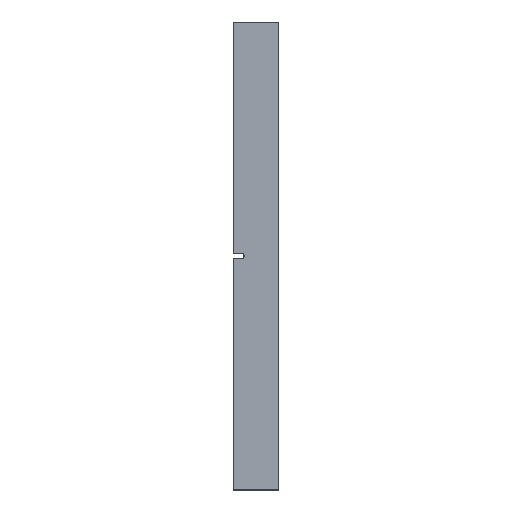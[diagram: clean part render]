
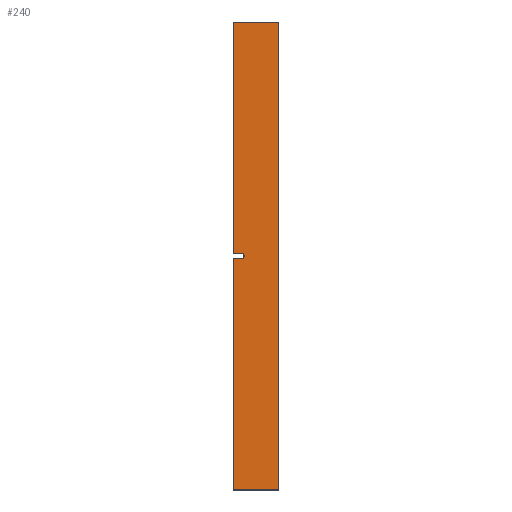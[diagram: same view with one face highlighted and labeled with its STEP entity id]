
A CAD part, top view. The second image highlights one B-rep face of the part: STEP entity #240.
In plain terms, the highlighted planar face has unit normal (0, 0, 1).
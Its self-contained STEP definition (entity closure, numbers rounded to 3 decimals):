
#74=CIRCLE('',#265,3.);
#95=ORIENTED_EDGE('',*,*,#125,.F.);
#96=ORIENTED_EDGE('',*,*,#140,.T.);
#97=ORIENTED_EDGE('',*,*,#141,.T.);
#98=ORIENTED_EDGE('',*,*,#142,.T.);
#99=ORIENTED_EDGE('',*,*,#127,.F.);
#100=ORIENTED_EDGE('',*,*,#143,.F.);
#101=ORIENTED_EDGE('',*,*,#138,.T.);
#102=ORIENTED_EDGE('',*,*,#144,.T.);
#125=EDGE_CURVE('',#149,#150,#165,.T.);
#127=EDGE_CURVE('',#151,#152,#167,.T.);
#138=EDGE_CURVE('',#160,#159,#177,.T.);
#140=EDGE_CURVE('',#149,#161,#179,.T.);
#141=EDGE_CURVE('',#161,#162,#74,.T.);
#142=EDGE_CURVE('',#162,#152,#180,.T.);
#143=EDGE_CURVE('',#160,#151,#181,.T.);
#144=EDGE_CURVE('',#159,#150,#182,.T.);
#149=VERTEX_POINT('',#373);
#150=VERTEX_POINT('',#375);
#151=VERTEX_POINT('',#379);
#152=VERTEX_POINT('',#380);
#159=VERTEX_POINT('',#399);
#160=VERTEX_POINT('',#401);
#161=VERTEX_POINT('',#405);
#162=VERTEX_POINT('',#407);
#165=LINE('',#374,#187);
#167=LINE('',#378,#189);
#177=LINE('',#400,#199);
#179=LINE('',#404,#201);
#180=LINE('',#408,#202);
#181=LINE('',#409,#203);
#182=LINE('',#410,#204);
#187=VECTOR('',#293,1000.);
#189=VECTOR('',#297,1000.);
#199=VECTOR('',#313,1000.);
#201=VECTOR('',#317,1000.);
#202=VECTOR('',#320,1000.);
#203=VECTOR('',#321,1000.);
#204=VECTOR('',#322,1000.);
#211=EDGE_LOOP('',(#95,#96,#97,#98,#99,#100,#101,#102));
#221=FACE_BOUND('',#211,.T.);
#231=PLANE('',#264);
#240=ADVANCED_FACE('',(#221),#231,.F.);
#264=AXIS2_PLACEMENT_3D('',#403,#315,#316);
#265=AXIS2_PLACEMENT_3D('',#406,#318,#319);
#293=DIRECTION('',(0.,1.,0.));
#297=DIRECTION('',(0.,1.,0.));
#313=DIRECTION('',(0.,1.,0.));
#315=DIRECTION('',(0.,0.,-1.));
#316=DIRECTION('',(-1.,0.,0.));
#317=DIRECTION('',(1.,0.,0.));
#318=DIRECTION('',(0.,0.,-1.));
#319=DIRECTION('',(-1.,0.,0.));
#320=DIRECTION('',(-1.,0.,0.));
#321=DIRECTION('',(-1.,0.,0.));
#322=DIRECTION('',(-1.,0.,0.));
#373=CARTESIAN_POINT('',(0.,-252.,2.));
#374=CARTESIAN_POINT('',(0.,-510.,2.));
#375=CARTESIAN_POINT('',(0.,0.,2.));
#378=CARTESIAN_POINT('',(0.,-510.,2.));
#379=CARTESIAN_POINT('',(0.,-510.,2.));
#380=CARTESIAN_POINT('',(0.,-258.,2.));
#399=CARTESIAN_POINT('',(50.,0.,2.));
#400=CARTESIAN_POINT('',(50.,-510.,2.));
#401=CARTESIAN_POINT('',(50.,-510.,2.));
#403=CARTESIAN_POINT('',(50.,-510.,2.));
#404=CARTESIAN_POINT('',(50.,-252.,2.));
#405=CARTESIAN_POINT('',(9.,-252.,2.));
#406=CARTESIAN_POINT('',(9.,-255.,2.));
#407=CARTESIAN_POINT('',(9.,-258.,2.));
#408=CARTESIAN_POINT('',(50.,-258.,2.));
#409=CARTESIAN_POINT('',(50.,-510.,2.));
#410=CARTESIAN_POINT('',(50.,0.,2.));
